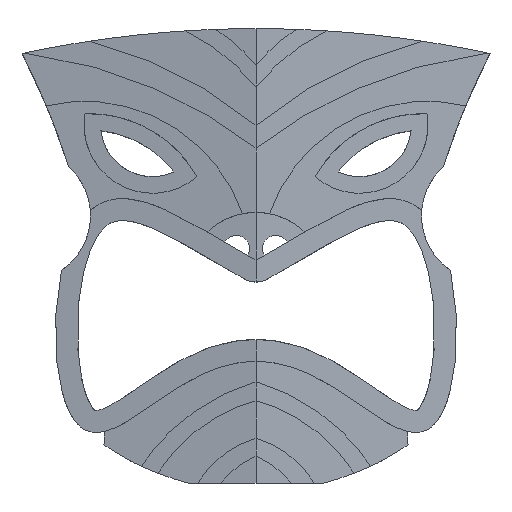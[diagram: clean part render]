
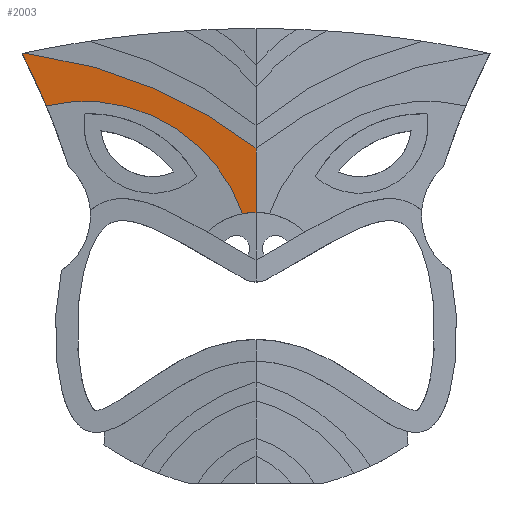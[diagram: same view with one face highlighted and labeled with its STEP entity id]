
A CAD part, front view. The second image highlights one B-rep face of the part: STEP entity #2003.
In plain terms, the highlighted planar face has unit normal (-0.139, -0.99, 0).
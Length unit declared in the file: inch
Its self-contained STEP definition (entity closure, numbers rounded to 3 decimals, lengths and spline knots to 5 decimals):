
#48=ELLIPSE('',#2157,3.68525,3.64939);
#50=ELLIPSE('',#2160,1.27611,1.26369);
#51=ELLIPSE('',#2162,8.4969,8.41421);
#52=ELLIPSE('',#2164,5.84714,5.79024);
#53=ELLIPSE('',#2165,0.5494,0.54405);
#187=PLANE('',#2163);
#253=FACE_OUTER_BOUND('',#363,.T.);
#363=EDGE_LOOP('',(#1493,#1494,#1495,#1496,#1497,#1498));
#462=LINE('',#2978,#602);
#602=VECTOR('',#2361,0.3937);
#787=VERTEX_POINT('',#2975);
#788=VERTEX_POINT('',#2977);
#852=VERTEX_POINT('',#3950);
#855=VERTEX_POINT('',#3957);
#856=VERTEX_POINT('',#3959);
#857=VERTEX_POINT('',#3963);
#999=EDGE_CURVE('',#788,#787,#462,.T.);
#1095=EDGE_CURVE('',#787,#852,#48,.F.);
#1098=EDGE_CURVE('',#856,#855,#50,.F.);
#1101=EDGE_CURVE('',#852,#857,#51,.F.);
#1102=EDGE_CURVE('',#857,#856,#52,.F.);
#1103=EDGE_CURVE('',#788,#855,#53,.F.);
#1493=ORIENTED_EDGE('',*,*,#1101,.T.);
#1494=ORIENTED_EDGE('',*,*,#1102,.T.);
#1495=ORIENTED_EDGE('',*,*,#1098,.T.);
#1496=ORIENTED_EDGE('',*,*,#1103,.F.);
#1497=ORIENTED_EDGE('',*,*,#999,.T.);
#1498=ORIENTED_EDGE('',*,*,#1095,.T.);
#2003=ADVANCED_FACE('',(#253),#187,.F.);
#2157=AXIS2_PLACEMENT_3D('',#3952,#2506,#2507);
#2160=AXIS2_PLACEMENT_3D('',#3960,#2513,#2514);
#2162=AXIS2_PLACEMENT_3D('',#3965,#2519,#2520);
#2163=AXIS2_PLACEMENT_3D('',#3966,#2521,#2522);
#2164=AXIS2_PLACEMENT_3D('',#3967,#2523,#2524);
#2165=AXIS2_PLACEMENT_3D('',#3968,#2525,#2526);
#2361=DIRECTION('',(0.,0.,1.));
#2506=DIRECTION('center_axis',(0.139,0.99,0.));
#2507=DIRECTION('ref_axis',(0.99,-0.139,0.));
#2513=DIRECTION('center_axis',(-0.139,-0.99,0.));
#2514=DIRECTION('ref_axis',(-0.99,0.139,0.));
#2519=DIRECTION('center_axis',(0.139,0.99,0.));
#2520=DIRECTION('ref_axis',(-0.99,0.139,0.));
#2521=DIRECTION('center_axis',(0.139,0.99,0.));
#2522=DIRECTION('ref_axis',(0.99,-0.139,0.));
#2523=DIRECTION('center_axis',(-0.139,-0.99,0.));
#2524=DIRECTION('ref_axis',(0.99,-0.139,0.));
#2525=DIRECTION('center_axis',(0.139,0.99,0.));
#2526=DIRECTION('ref_axis',(-0.99,0.139,0.));
#2975=CARTESIAN_POINT('',(0.,-0.35,1.55168));
#2977=CARTESIAN_POINT('',(0.,-0.35,1.06288));
#2978=CARTESIAN_POINT('',(0.,-0.35,2.45525));
#3950=CARTESIAN_POINT('',(-1.75254,-0.1037,2.27071));
#3952=CARTESIAN_POINT('Origin',(-2.21403,-0.03884,-1.34938));
#3957=CARTESIAN_POINT('',(-0.10282,-0.33555,1.05307));
#3959=CARTESIAN_POINT('',(-1.58877,-0.12671,1.87101));
#3960=CARTESIAN_POINT('Origin',(-1.29755,-0.16764,0.64133));
#3963=CARTESIAN_POINT('',(-1.77181,-0.10099,2.26659));
#3965=CARTESIAN_POINT('Origin',(0.,-0.35,-5.95896));
#3966=CARTESIAN_POINT('Origin',(-0.87728,-0.22671,1.66189));
#3967=CARTESIAN_POINT('Origin',(-6.93151,0.62416,-0.36103));
#3968=CARTESIAN_POINT('Origin',(0.,-0.35,0.51882));
